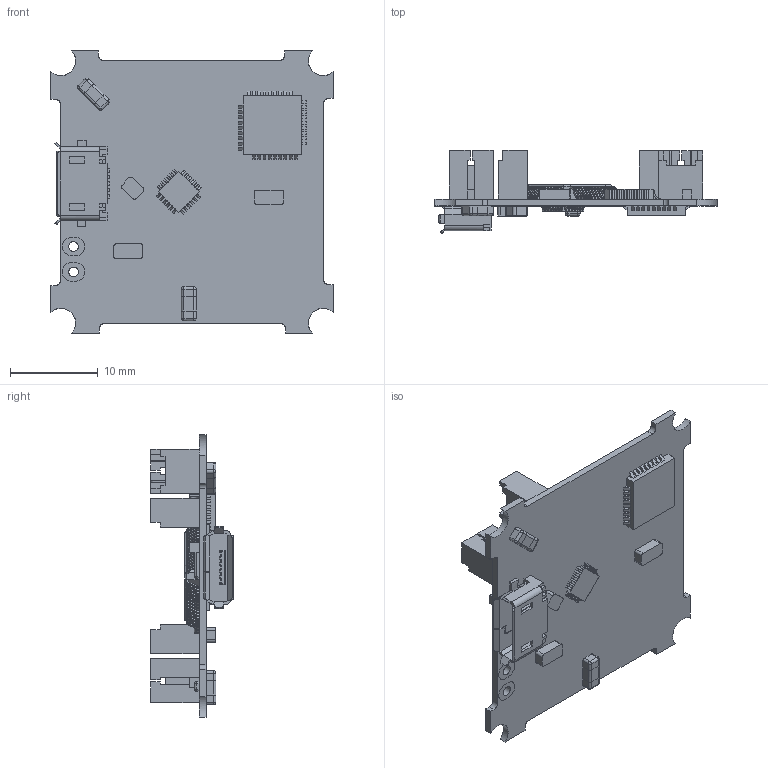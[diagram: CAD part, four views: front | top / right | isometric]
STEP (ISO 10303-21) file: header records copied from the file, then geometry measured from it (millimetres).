
FILE_DESCRIPTION(('FreeCAD Model'),'2;1');
FILE_NAME('Open CASCADE Shape Model','2025-04-26T23:32:49',('FreeCAD'),( 'FreeCAD'),'Open CASCADE STEP processor 7.6','FreeCAD','Unknown');
FILE_SCHEMA(('AUTOMOTIVE_DESIGN { 1 0 10303 214 1 1 1 1 }'));
Products named in the file (1): Open CASCADE STEP translator 7.6 1
Bounding box: 32.12 x 9.43 x 32.12 mm (x, y, z)
Volume: 1148.7 mm3; surface area: 3879 mm2
Topology: 206 solids, 206 shells, 2190 faces, 5228 edges, 3445 vertices
Faces by surface type: bspline 2190
Entity records: 59221 total; most frequent: CARTESIAN_POINT 27388, ORIENTED_EDGE 10456, EDGE_CURVE 5228, B_SPLINE_CURVE_WITH_KNOTS 4088, VERTEX_POINT 3445, FACE_BOUND 2203, EDGE_LOOP 2203, ADVANCED_FACE 2190
